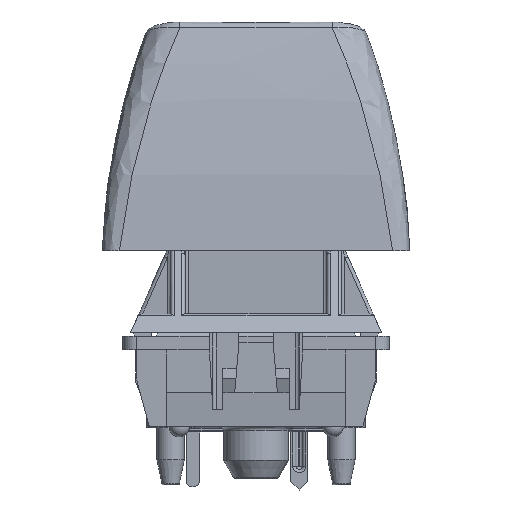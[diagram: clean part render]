
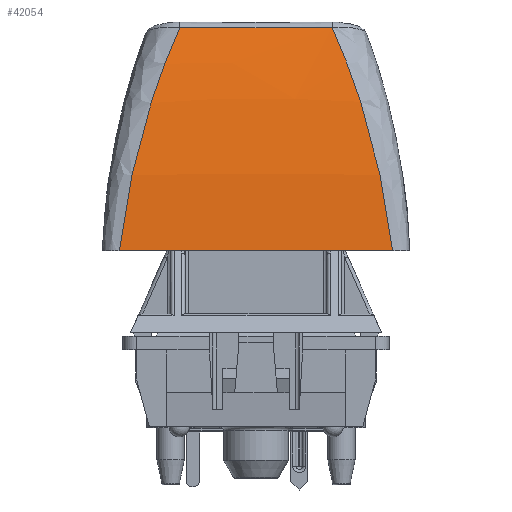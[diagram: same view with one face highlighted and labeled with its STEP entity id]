
A CAD part, front view. The second image highlights one B-rep face of the part: STEP entity #42054.
In plain terms, the highlighted free-form (B-spline) face has degree [3, 3] with [4, 4] control points.
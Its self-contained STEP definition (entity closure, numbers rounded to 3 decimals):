
#41238=CARTESIAN_POINT('',(4.457,-6.377,23.968));
#41239=VERTEX_POINT('',#41238);
#41328=CARTESIAN_POINT('',(8.003,-9.003,10.9));
#41329=VERTEX_POINT('',#41328);
#41330=CARTESIAN_POINT('',(8.003,-9.003,10.9));
#41331=CARTESIAN_POINT('',(7.734,-8.883,13.19));
#41332=CARTESIAN_POINT('',(7.3,-8.598,15.455));
#41333=CARTESIAN_POINT('',(6.707,-8.155,17.649));
#41334=CARTESIAN_POINT('',(6.411,-7.934,18.746));
#41335=CARTESIAN_POINT('',(6.075,-7.674,19.826));
#41336=CARTESIAN_POINT('',(5.7,-7.377,20.881));
#41337=CARTESIAN_POINT('',(5.325,-7.079,21.936));
#41338=CARTESIAN_POINT('',(4.912,-6.745,22.968));
#41339=CARTESIAN_POINT('',(4.457,-6.377,23.968));
#41340=B_SPLINE_CURVE_WITH_KNOTS('',3,(#41330,#41331,#41332,#41333,#41334,#41335,#41336,#41337,#41338,#41339),.UNSPECIFIED.,.F.,.F.,(4,3,3,4),(0.,0.5,0.75,1.),.UNSPECIFIED.);
#41341=EDGE_CURVE('',#41329,#41239,#41340,.T.);
#41377=CARTESIAN_POINT('',(-7.993,-9.003,10.9));
#41378=VERTEX_POINT('',#41377);
#41379=CARTESIAN_POINT('',(8.003,-9.003,10.9));
#41380=DIRECTION('',(-1.,0.,0.));
#41381=VECTOR('',#41380,15.996);
#41382=LINE('',#41379,#41381);
#41383=EDGE_CURVE('',#41329,#41378,#41382,.T.);
#41988=CARTESIAN_POINT('',(-4.448,-6.377,23.968));
#41989=VERTEX_POINT('',#41988);
#41997=CARTESIAN_POINT('',(4.457,-6.377,23.968));
#41998=CARTESIAN_POINT('',(1.489,-6.377,23.968));
#41999=CARTESIAN_POINT('',(-1.479,-6.377,23.968));
#42000=CARTESIAN_POINT('',(-4.448,-6.377,23.968));
#42001=B_SPLINE_CURVE_WITH_KNOTS('',3,(#41997,#41998,#41999,#42000),.UNSPECIFIED.,.F.,.F.,(4,4),(0.,8.905),.UNSPECIFIED.);
#42002=EDGE_CURVE('',#41239,#41989,#42001,.T.);
#42007=CARTESIAN_POINT('',(-7.993,-9.003,10.9));
#42008=CARTESIAN_POINT('',(-2.661,-9.003,10.9));
#42009=CARTESIAN_POINT('',(2.671,-9.003,10.9));
#42010=CARTESIAN_POINT('',(8.003,-9.003,10.9));
#42011=CARTESIAN_POINT('',(-7.801,-8.765,15.446));
#42012=CARTESIAN_POINT('',(-2.597,-8.765,15.446));
#42013=CARTESIAN_POINT('',(2.606,-8.765,15.446));
#42014=CARTESIAN_POINT('',(7.81,-8.765,15.446));
#42015=CARTESIAN_POINT('',(-7.015,-7.865,19.923));
#42016=CARTESIAN_POINT('',(-2.335,-7.865,19.923));
#42017=CARTESIAN_POINT('',(2.345,-7.865,19.923));
#42018=CARTESIAN_POINT('',(7.024,-7.865,19.923));
#42019=CARTESIAN_POINT('',(-5.7,-6.377,23.968));
#42020=CARTESIAN_POINT('',(-1.897,-6.377,23.968));
#42021=CARTESIAN_POINT('',(1.906,-6.377,23.968));
#42022=CARTESIAN_POINT('',(5.71,-6.377,23.968));
#42023=B_SPLINE_SURFACE_WITH_KNOTS('',3,3,((#42007,#42008,#42009,#42010),(#42011,#42012,#42013,#42014),(#42015,#42016,#42017,#42018),(#42019,#42020,#42021,#42022)),.UNSPECIFIED.,.F.,.F.,.U.,(4,4),(4,4),(0.,0.964),(0.056,0.944),.UNSPECIFIED.);
#42024=CARTESIAN_POINT('',(-7.993,-9.003,10.9));
#42025=CARTESIAN_POINT('',(-7.856,-8.942,12.07));
#42026=CARTESIAN_POINT('',(-7.675,-8.837,13.233));
#42027=CARTESIAN_POINT('',(-7.453,-8.69,14.381));
#42028=CARTESIAN_POINT('',(-7.231,-8.544,15.529));
#42029=CARTESIAN_POINT('',(-6.967,-8.355,16.663));
#42030=CARTESIAN_POINT('',(-6.664,-8.129,17.771));
#42031=CARTESIAN_POINT('',(-6.362,-7.902,18.88));
#42032=CARTESIAN_POINT('',(-6.02,-7.637,19.963));
#42033=CARTESIAN_POINT('',(-5.645,-7.34,21.008));
#42034=CARTESIAN_POINT('',(-5.552,-7.265,21.269));
#42035=CARTESIAN_POINT('',(-5.456,-7.189,21.528));
#42036=CARTESIAN_POINT('',(-5.358,-7.111,21.784));
#42037=CARTESIAN_POINT('',(-5.26,-7.032,22.041));
#42038=CARTESIAN_POINT('',(-5.16,-6.952,22.295));
#42039=CARTESIAN_POINT('',(-5.059,-6.871,22.544));
#42040=CARTESIAN_POINT('',(-4.958,-6.789,22.793));
#42041=CARTESIAN_POINT('',(-4.856,-6.707,23.037));
#42042=CARTESIAN_POINT('',(-4.754,-6.625,23.274));
#42043=CARTESIAN_POINT('',(-4.653,-6.543,23.511));
#42044=CARTESIAN_POINT('',(-4.55,-6.46,23.742));
#42045=CARTESIAN_POINT('',(-4.448,-6.377,23.968));
#42046=B_SPLINE_CURVE_WITH_KNOTS('',3,(#42024,#42025,#42026,#42027,#42028,#42029,#42030,#42031,#42032,#42033,#42034,#42035,#42036,#42037,#42038,#42039,#42040,#42041,#42042,#42043,#42044,#42045),.UNSPECIFIED.,.F.,.F.,(4,3,3,3,3,3,3,4),(0.,0.25,0.5,0.75,0.813,0.875,0.938,1.),.UNSPECIFIED.);
#42047=EDGE_CURVE('',#41378,#41989,#42046,.T.);
#42048=ORIENTED_EDGE('',*,*,#42047,.F.);
#42049=ORIENTED_EDGE('',*,*,#41383,.F.);
#42050=ORIENTED_EDGE('',*,*,#41341,.T.);
#42051=ORIENTED_EDGE('',*,*,#42002,.T.);
#42052=EDGE_LOOP('',(#42048,#42049,#42050,#42051));
#42053=FACE_BOUND('',#42052,.T.);
#42054=ADVANCED_FACE('',(#42053),#42023,.F.);
